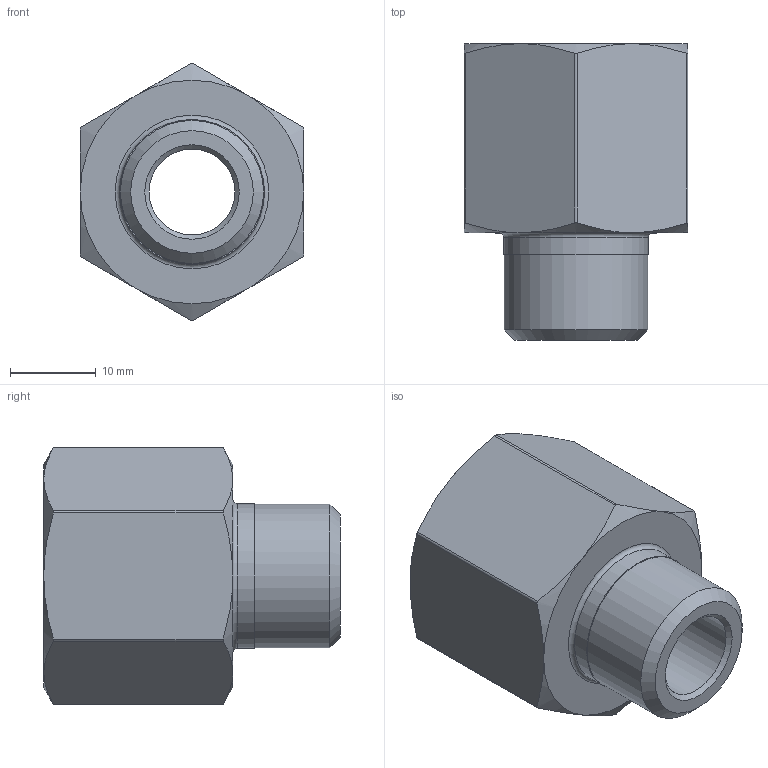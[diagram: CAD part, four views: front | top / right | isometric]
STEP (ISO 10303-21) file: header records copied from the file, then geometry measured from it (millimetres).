
FILE_DESCRIPTION(/* description */ (''),/* implementation_level */ '2;1');
FILE_NAME(/* name */ 'KI-342-1-015 Aschl.stp',/* time_stamp */ '2016-06-02T13:20:54+02:00',/* author */ ('hochmair'),/* organization */ (''),/* preprocessor_version */ 'ST-DEVELOPER v15.6',/* originating_system */ 'Autodesk Inventor 2015',/* authorisation */ '');
FILE_SCHEMA (('AUTOMOTIVE_DESIGN { 1 0 10303 214 3 1 1 }'));
Length unit declared in the file: millimetre
Products named in the file (1): TB61381739
Bounding box: 26 x 34.5 x 29.93 mm (x, y, z)
Volume: 9923.2 mm3; surface area: 4968.1 mm2
Topology: 1 solids, 1 shells, 41 faces, 88 edges, 53 vertices
Faces by surface type: cone 16, plane 12, cylinder 11, torus 2
Full cylindrical faces by diameter (mm): 10 x1, 16.662 x1, 16.862 x1, 18.631 x1, 18.831 x1
Entity records: 1125 total; most frequent: CARTESIAN_POINT 326, ORIENTED_EDGE 152, DIRECTION 152, EDGE_CURVE 76, AXIS2_PLACEMENT_3D 70, EDGE_LOOP 58, VERTEX_POINT 52, FACE_OUTER_BOUND 41
